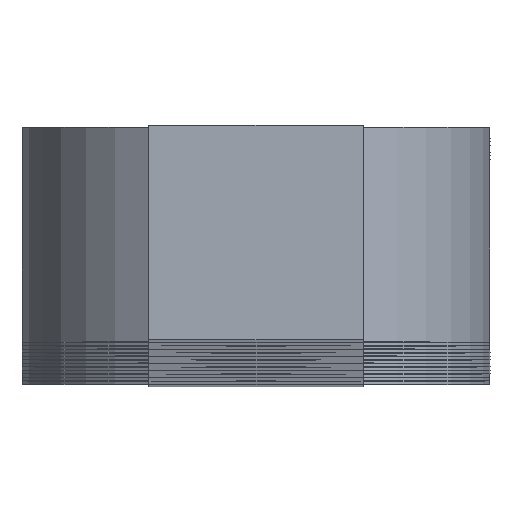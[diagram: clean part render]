
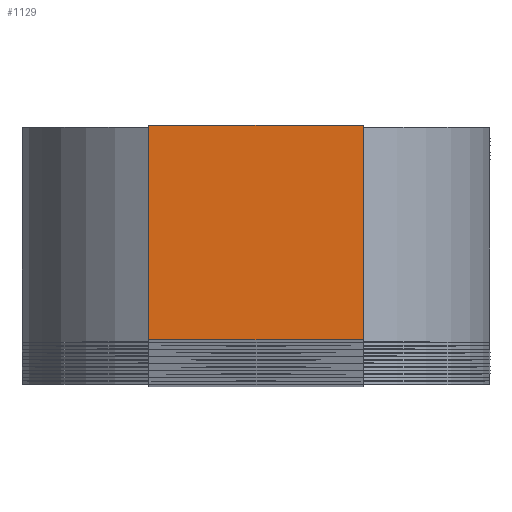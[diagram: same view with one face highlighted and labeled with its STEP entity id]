
A CAD part, top view. The second image highlights one B-rep face of the part: STEP entity #1129.
In plain terms, the highlighted planar face has unit normal (0, 0, 1).
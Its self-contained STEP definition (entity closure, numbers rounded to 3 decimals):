
#288 = LINE ( 'NONE', #9775, #8684 ) ;
#490 = EDGE_CURVE ( 'NONE', #6892, #9609, #288, .T. ) ;
#638 = ORIENTED_EDGE ( 'NONE', *, *, #490, .T. ) ;
#1129 = ADVANCED_FACE ( 'NONE', ( #10269 ), #11706, .T. ) ;
#1408 = VECTOR ( 'NONE', #5991, 1000. ) ;
#1578 = ORIENTED_EDGE ( 'NONE', *, *, #14025, .T. ) ;
#2538 = CARTESIAN_POINT ( 'NONE',  ( 0., 0., 1000. ) ) ;
#2931 = DIRECTION ( 'NONE',  ( 1., 0., 0. ) ) ;
#3353 = LINE ( 'NONE', #8332, #10859 ) ;
#4888 = DIRECTION ( 'NONE',  ( 1., 0., 0. ) ) ;
#5991 = DIRECTION ( 'NONE',  ( 0., -1., 0. ) ) ;
#6059 = CARTESIAN_POINT ( 'NONE',  ( 8., -8., 1000. ) ) ;
#6185 = CARTESIAN_POINT ( 'NONE',  ( -8., 8., 1000. ) ) ;
#6248 = EDGE_LOOP ( 'NONE', ( #12190, #7498, #1578, #638 ) ) ;
#6892 = VERTEX_POINT ( 'NONE', #8983 ) ;
#7120 = DIRECTION ( 'NONE',  ( 0., 0., 1. ) ) ;
#7498 = ORIENTED_EDGE ( 'NONE', *, *, #13447, .T. ) ;
#8332 = CARTESIAN_POINT ( 'NONE',  ( -8., 8., 1000. ) ) ;
#8419 = VECTOR ( 'NONE', #10469, 1000. ) ;
#8684 = VECTOR ( 'NONE', #2931, 1000. ) ;
#8722 = LINE ( 'NONE', #6185, #1408 ) ;
#8801 = VERTEX_POINT ( 'NONE', #12456 ) ;
#8856 = CARTESIAN_POINT ( 'NONE',  ( 8., 8., 1000. ) ) ;
#8983 = CARTESIAN_POINT ( 'NONE',  ( -8., -8., 1000. ) ) ;
#9309 = DIRECTION ( 'NONE',  ( -1., 0., 0. ) ) ;
#9609 = VERTEX_POINT ( 'NONE', #6059 ) ;
#9644 = LINE ( 'NONE', #12440, #8419 ) ;
#9702 = AXIS2_PLACEMENT_3D ( 'NONE', #2538, #7120, #4888 ) ;
#9775 = CARTESIAN_POINT ( 'NONE',  ( -8., -8., 1000. ) ) ;
#10189 = VERTEX_POINT ( 'NONE', #8856 ) ;
#10269 = FACE_OUTER_BOUND ( 'NONE', #6248, .T. ) ;
#10469 = DIRECTION ( 'NONE',  ( 0., 1., 0. ) ) ;
#10859 = VECTOR ( 'NONE', #9309, 1000. ) ;
#11706 = PLANE ( 'NONE',  #9702 ) ;
#12190 = ORIENTED_EDGE ( 'NONE', *, *, #12708, .T. ) ;
#12440 = CARTESIAN_POINT ( 'NONE',  ( 8., 8., 1000. ) ) ;
#12456 = CARTESIAN_POINT ( 'NONE',  ( -8., 8., 1000. ) ) ;
#12708 = EDGE_CURVE ( 'NONE', #9609, #10189, #9644, .T. ) ;
#13447 = EDGE_CURVE ( 'NONE', #10189, #8801, #3353, .T. ) ;
#14025 = EDGE_CURVE ( 'NONE', #8801, #6892, #8722, .T. ) ;
